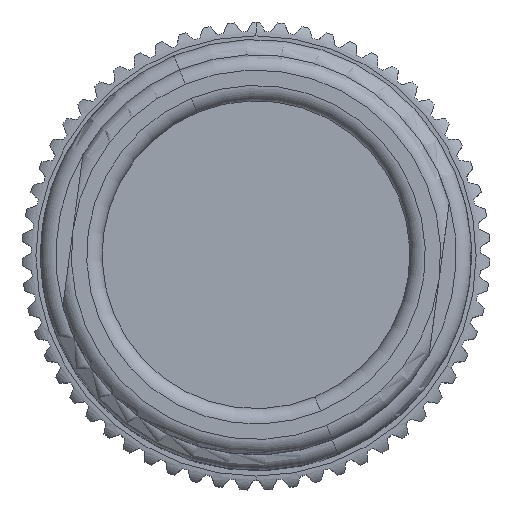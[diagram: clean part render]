
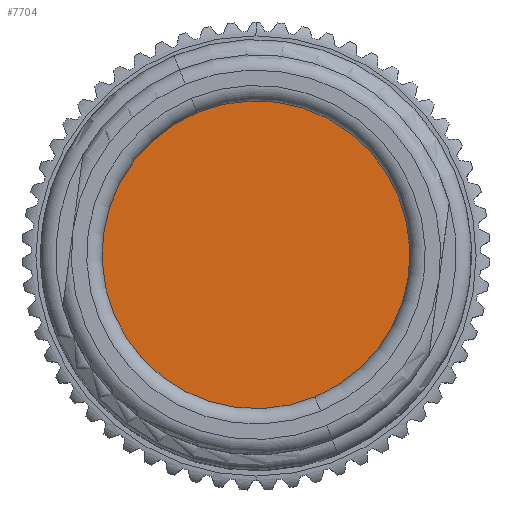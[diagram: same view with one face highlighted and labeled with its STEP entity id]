
A CAD part, top view. The second image highlights one B-rep face of the part: STEP entity #7704.
In plain terms, the highlighted planar face has unit normal (0, 0, 1).
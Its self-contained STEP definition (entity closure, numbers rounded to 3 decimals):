
#7684=AXIS2_PLACEMENT_3D('Plane Axis2P3D',#7681,#7682,#7683) ;
#7688=AXIS2_PLACEMENT_3D('Circle Axis2P3D',#7686,#7687,$) ;
#7697=AXIS2_PLACEMENT_3D('Circle Axis2P3D',#7695,#7696,$) ;
#7681=CARTESIAN_POINT('Axis2P3D Location',(7.6,7.594,40.354)) ;
#7686=CARTESIAN_POINT('Axis2P3D Location',(7.6,7.594,40.354)) ;
#7690=CARTESIAN_POINT('Vertex',(9.51,2.973,40.354)) ;
#7692=CARTESIAN_POINT('Vertex',(5.691,12.216,40.354)) ;
#7695=CARTESIAN_POINT('Axis2P3D Location',(7.6,7.594,40.354)) ;
#7682=DIRECTION('Axis2P3D Direction',(0.,0.,-1.)) ;
#7683=DIRECTION('Axis2P3D XDirection',(0.382,-0.924,0.)) ;
#7687=DIRECTION('Axis2P3D Direction',(0.,0.,-1.)) ;
#7696=DIRECTION('Axis2P3D Direction',(0.,0.,-1.)) ;
#7701=ORIENTED_EDGE('',*,*,#7694,.F.) ;
#7702=ORIENTED_EDGE('',*,*,#7699,.F.) ;
#7704=ADVANCED_FACE('Hauptk\X2\00F6\X0\rper',(#7703),#7685,.F.) ;
#7689=CIRCLE('generated circle',#7688,5.) ;
#7698=CIRCLE('generated circle',#7697,5.) ;
#7694=EDGE_CURVE('',#7691,#7693,#7689,.T.) ;
#7699=EDGE_CURVE('',#7693,#7691,#7698,.T.) ;
#7700=EDGE_LOOP('',(#7701,#7702)) ;
#7703=FACE_OUTER_BOUND('',#7700,.T.) ;
#7685=PLANE('',#7684) ;
#7691=VERTEX_POINT('',#7690) ;
#7693=VERTEX_POINT('',#7692) ;
